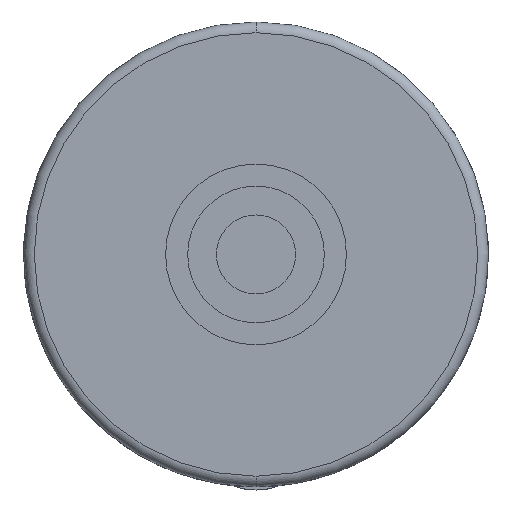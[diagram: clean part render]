
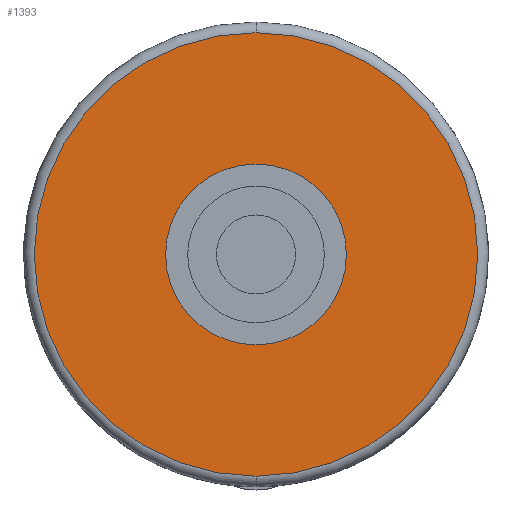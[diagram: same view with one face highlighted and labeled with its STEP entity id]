
A CAD part, front view. The second image highlights one B-rep face of the part: STEP entity #1393.
In plain terms, the highlighted planar face has unit normal (0, -1, 0).
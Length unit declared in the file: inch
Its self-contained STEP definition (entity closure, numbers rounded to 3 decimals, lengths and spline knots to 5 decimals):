
#75 = PLANE ( 'NONE',  #466 ) ;
#146 = DIRECTION ( 'NONE',  ( 0., 0., 1. ) ) ;
#209 = CARTESIAN_POINT ( 'NONE',  ( 0., 0.26789, 0.18976 ) ) ;
#358 = CARTESIAN_POINT ( 'NONE',  ( 0., 0.26789, 0. ) ) ;
#397 = DIRECTION ( 'NONE',  ( 0., -1., 0. ) ) ;
#466 = AXIS2_PLACEMENT_3D ( 'NONE', #1758, #785, #146 ) ;
#477 = AXIS2_PLACEMENT_3D ( 'NONE', #1574, #1450, #628 ) ;
#504 = DIRECTION ( 'NONE',  ( 0., 0., 1. ) ) ;
#519 = DIRECTION ( 'NONE',  ( 0., 0., 1. ) ) ;
#549 = CARTESIAN_POINT ( 'NONE',  ( 0., 0.26789, -0.62276 ) ) ;
#575 = VERTEX_POINT ( 'NONE', #1741 ) ;
#621 = EDGE_CURVE ( 'NONE', #1059, #1351, #965, .T. ) ;
#628 = DIRECTION ( 'NONE',  ( 0., 0., 1. ) ) ;
#669 = ORIENTED_EDGE ( 'NONE', *, *, #1398, .T. ) ;
#706 = EDGE_CURVE ( 'NONE', #1309, #575, #764, .T. ) ;
#729 = EDGE_CURVE ( 'NONE', #575, #1309, #1578, .T. ) ;
#758 = DIRECTION ( 'NONE',  ( 0., 1., 0. ) ) ;
#764 = CIRCLE ( 'NONE', #851, 0.18976 ) ;
#766 = FACE_BOUND ( 'NONE', #970, .T. ) ;
#785 = DIRECTION ( 'NONE',  ( 0., 1., 0. ) ) ;
#851 = AXIS2_PLACEMENT_3D ( 'NONE', #358, #758, #504 ) ;
#911 = ORIENTED_EDGE ( 'NONE', *, *, #706, .T. ) ;
#946 = ORIENTED_EDGE ( 'NONE', *, *, #729, .T. ) ;
#956 = CARTESIAN_POINT ( 'NONE',  ( 0., 0.26789, 0. ) ) ;
#965 = CIRCLE ( 'NONE', #1688, 0.62276 ) ;
#970 = EDGE_LOOP ( 'NONE', ( #946, #911 ) ) ;
#1059 = VERTEX_POINT ( 'NONE', #549 ) ;
#1187 = FACE_OUTER_BOUND ( 'NONE', #1408, .T. ) ;
#1309 = VERTEX_POINT ( 'NONE', #209 ) ;
#1333 = CARTESIAN_POINT ( 'NONE',  ( 0., 0.26789, 0. ) ) ;
#1351 = VERTEX_POINT ( 'NONE', #1572 ) ;
#1362 = ORIENTED_EDGE ( 'NONE', *, *, #621, .T. ) ;
#1371 = AXIS2_PLACEMENT_3D ( 'NONE', #1333, #1470, #519 ) ;
#1388 = CIRCLE ( 'NONE', #1371, 0.62276 ) ;
#1393 = ADVANCED_FACE ( 'NONE', ( #1187, #766 ), #75, .F. ) ;
#1398 = EDGE_CURVE ( 'NONE', #1351, #1059, #1388, .T. ) ;
#1408 = EDGE_LOOP ( 'NONE', ( #669, #1362 ) ) ;
#1450 = DIRECTION ( 'NONE',  ( 0., 1., 0. ) ) ;
#1470 = DIRECTION ( 'NONE',  ( 0., -1., 0. ) ) ;
#1572 = CARTESIAN_POINT ( 'NONE',  ( 0., 0.26789, 0.62276 ) ) ;
#1574 = CARTESIAN_POINT ( 'NONE',  ( 0., 0.26789, 0. ) ) ;
#1578 = CIRCLE ( 'NONE', #477, 0.18976 ) ;
#1688 = AXIS2_PLACEMENT_3D ( 'NONE', #956, #397, #1756 ) ;
#1741 = CARTESIAN_POINT ( 'NONE',  ( 0., 0.26789, -0.18976 ) ) ;
#1756 = DIRECTION ( 'NONE',  ( 0., 0., 1. ) ) ;
#1758 = CARTESIAN_POINT ( 'NONE',  ( 0., 0.26789, 0. ) ) ;
